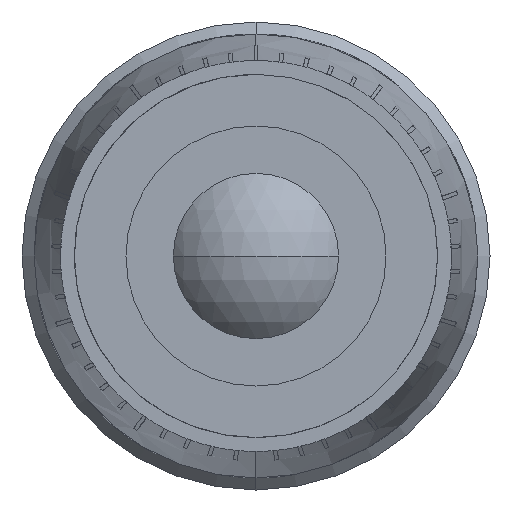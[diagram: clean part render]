
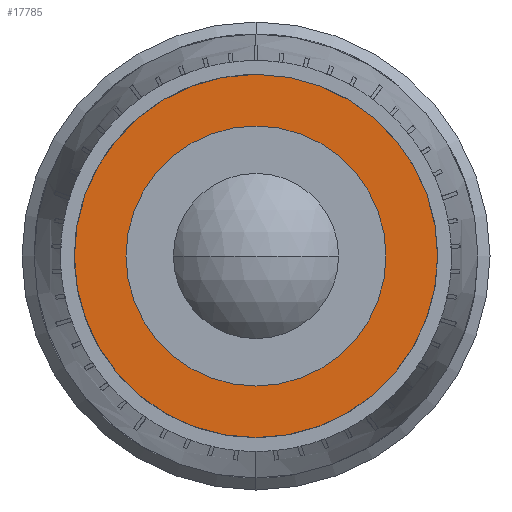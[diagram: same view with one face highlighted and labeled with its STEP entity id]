
A CAD part, left-side view. The second image highlights one B-rep face of the part: STEP entity #17785.
In plain terms, the highlighted planar face has unit normal (-1, 0, 0).
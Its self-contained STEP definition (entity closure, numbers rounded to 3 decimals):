
#95 = ORIENTED_EDGE ( 'NONE', *, *, #23099, .T. ) ;
#938 = CARTESIAN_POINT ( 'NONE',  ( 40.433, -0.065, 6.985 ) ) ;
#1410 = ORIENTED_EDGE ( 'NONE', *, *, #35112, .F. ) ;
#2741 = AXIS2_PLACEMENT_3D ( 'NONE', #26521, #8603, #29541 ) ;
#2825 = CARTESIAN_POINT ( 'NONE',  ( 40.433, -0.065, 6.985 ) ) ;
#3294 = VERTEX_POINT ( 'NONE', #2825 ) ;
#3336 = EDGE_CURVE ( 'NONE', #27476, #29757, #36461, .T. ) ;
#4630 = EDGE_CURVE ( 'NONE', #38102, #16450, #19163, .T. ) ;
#4852 = DIRECTION ( 'NONE',  ( -1., 0., 0. ) ) ;
#5408 = LINE ( 'NONE', #938, #36280 ) ;
#6588 = DIRECTION ( 'NONE',  ( -1., 0., 0. ) ) ;
#8362 = CARTESIAN_POINT ( 'NONE',  ( 40.433, -0.065, 6.975 ) ) ;
#8603 = DIRECTION ( 'NONE',  ( -1., 0., 0. ) ) ;
#9198 = CARTESIAN_POINT ( 'NONE',  ( 40.433, 4.565, 0. ) ) ;
#9445 = PLANE ( 'NONE',  #25995 ) ;
#10642 = EDGE_CURVE ( 'NONE', #20861, #14276, #29811, .T. ) ;
#12286 = EDGE_LOOP ( 'NONE', ( #20456, #95, #20231, #30213, #18042 ) ) ;
#12449 = DIRECTION ( 'NONE',  ( 0., 0., -1. ) ) ;
#12892 = DIRECTION ( 'NONE',  ( -1., 0., 0. ) ) ;
#13719 = AXIS2_PLACEMENT_3D ( 'NONE', #30853, #12892, #33815 ) ;
#14174 = EDGE_CURVE ( 'NONE', #20861, #3294, #5408, .T. ) ;
#14276 = VERTEX_POINT ( 'NONE', #36436 ) ;
#14762 = AXIS2_PLACEMENT_3D ( 'NONE', #33808, #15884, #36820 ) ;
#15695 = ORIENTED_EDGE ( 'NONE', *, *, #4630, .F. ) ;
#15884 = DIRECTION ( 'NONE',  ( -1., 0., 0. ) ) ;
#16450 = VERTEX_POINT ( 'NONE', #20495 ) ;
#17785 = ADVANCED_FACE ( 'NONE', ( #35744, #27808 ), #9445, .F. ) ;
#18042 = ORIENTED_EDGE ( 'NONE', *, *, #14174, .F. ) ;
#19163 = CIRCLE ( 'NONE', #2741, 4.565 ) ;
#20231 = ORIENTED_EDGE ( 'NONE', *, *, #3336, .T. ) ;
#20456 = ORIENTED_EDGE ( 'NONE', *, *, #10642, .T. ) ;
#20495 = CARTESIAN_POINT ( 'NONE',  ( 40.433, 0., 4.565 ) ) ;
#20548 = VECTOR ( 'NONE', #26758, 1000. ) ;
#20861 = VERTEX_POINT ( 'NONE', #8362 ) ;
#22753 = CARTESIAN_POINT ( 'NONE',  ( 40.433, 0., 0. ) ) ;
#23099 = EDGE_CURVE ( 'NONE', #14276, #27476, #28176, .T. ) ;
#23174 = CIRCLE ( 'NONE', #35930, 4.565 ) ;
#24413 = EDGE_CURVE ( 'NONE', #29757, #3294, #29874, .T. ) ;
#24486 = CARTESIAN_POINT ( 'NONE',  ( 40.433, 0., 0. ) ) ;
#25750 = DIRECTION ( 'NONE',  ( 0., 0., 1. ) ) ;
#25995 = AXIS2_PLACEMENT_3D ( 'NONE', #9198, #30403, #12449 ) ;
#26521 = CARTESIAN_POINT ( 'NONE',  ( 40.433, 0., 0. ) ) ;
#26758 = DIRECTION ( 'NONE',  ( 0., 0.009, 1. ) ) ;
#27476 = VERTEX_POINT ( 'NONE', #29559 ) ;
#27508 = DIRECTION ( 'NONE',  ( 0., 0., 1. ) ) ;
#27808 = FACE_OUTER_BOUND ( 'NONE', #12286, .T. ) ;
#27905 = DIRECTION ( 'NONE',  ( 0., -0.009, 1. ) ) ;
#28176 = CIRCLE ( 'NONE', #14762, 6.975 ) ;
#28912 = CARTESIAN_POINT ( 'NONE',  ( 40.433, 0., -4.565 ) ) ;
#29541 = DIRECTION ( 'NONE',  ( 0., 0., 1. ) ) ;
#29559 = CARTESIAN_POINT ( 'NONE',  ( 40.433, 0.065, 6.975 ) ) ;
#29757 = VERTEX_POINT ( 'NONE', #31037 ) ;
#29811 = CIRCLE ( 'NONE', #37642, 6.975 ) ;
#29874 = CIRCLE ( 'NONE', #13719, 6.985 ) ;
#30213 = ORIENTED_EDGE ( 'NONE', *, *, #24413, .T. ) ;
#30403 = DIRECTION ( 'NONE',  ( 1., 0., 0. ) ) ;
#30853 = CARTESIAN_POINT ( 'NONE',  ( 40.433, 0., 0. ) ) ;
#31037 = CARTESIAN_POINT ( 'NONE',  ( 40.433, 0.065, 6.985 ) ) ;
#32798 = CARTESIAN_POINT ( 'NONE',  ( 40.433, 0.065, 6.985 ) ) ;
#33808 = CARTESIAN_POINT ( 'NONE',  ( 40.433, 0., 0. ) ) ;
#33815 = DIRECTION ( 'NONE',  ( 0., 0., 1. ) ) ;
#34970 = EDGE_LOOP ( 'NONE', ( #1410, #15695 ) ) ;
#35112 = EDGE_CURVE ( 'NONE', #16450, #38102, #23174, .T. ) ;
#35744 = FACE_BOUND ( 'NONE', #34970, .T. ) ;
#35930 = AXIS2_PLACEMENT_3D ( 'NONE', #22753, #4852, #25750 ) ;
#36280 = VECTOR ( 'NONE', #27905, 1000. ) ;
#36436 = CARTESIAN_POINT ( 'NONE',  ( 40.433, 0., 6.975 ) ) ;
#36461 = LINE ( 'NONE', #32798, #20548 ) ;
#36820 = DIRECTION ( 'NONE',  ( 0., 0., 1. ) ) ;
#37642 = AXIS2_PLACEMENT_3D ( 'NONE', #24486, #6588, #27508 ) ;
#38102 = VERTEX_POINT ( 'NONE', #28912 ) ;
